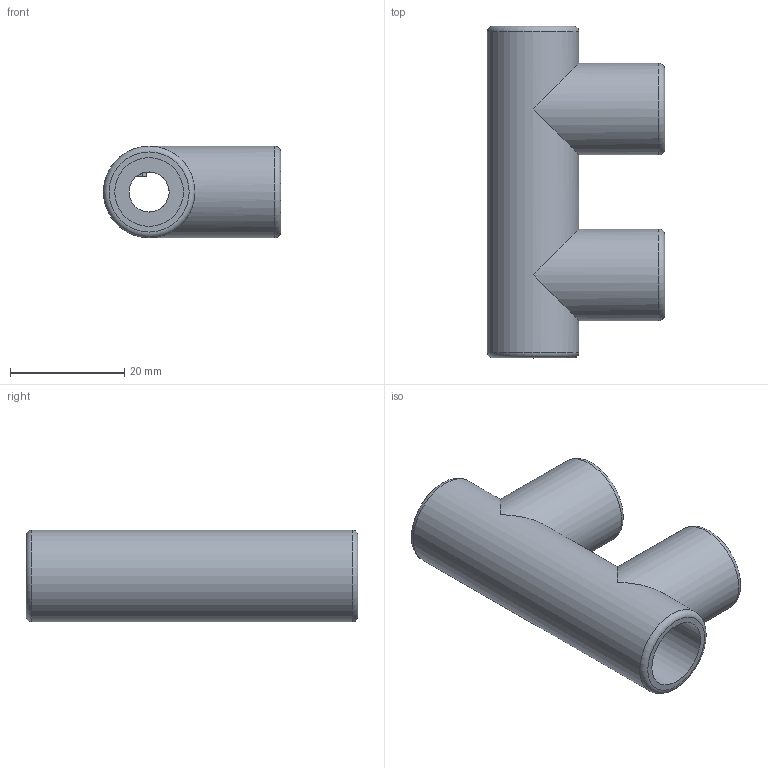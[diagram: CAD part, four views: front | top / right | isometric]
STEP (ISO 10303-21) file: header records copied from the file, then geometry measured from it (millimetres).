
FILE_DESCRIPTION(/* description */ ('STEP AP242','CAx-IF Rec.Pracs.---Representation and Presentation of Product Manufacturing Information (PMI)---4.0---2014-10-13','CAx-IF Rec.Pracs.---3D Tessellated Geometry---0.4---2014-09-14','2;1'),/* implementation_level */ '2;1');
FILE_NAME(/* name */ '686b4c9da3d0bf51f3fdcf9f',/* time_stamp */ '2025-07-07T04:27:10Z',/* author */ (''),/* organization */ (''),/* preprocessor_version */ 'ST-DEVELOPER v20',/* originating_system */ 'ONSHAPE BY PTC INC, 1.200',/* authorisation */ ' ');
FILE_SCHEMA (('AP242_MANAGED_MODEL_BASED_3D_ENGINEERING_MIM_LF { 1 0 10303 442 1 1 4 }'));
Length unit declared in the file: metre
Products named in the file (1): Linear bearing holder
Bounding box: 31 x 58 x 16 mm (x, y, z)
Volume: 12296.2 mm3; surface area: 7256.5 mm2
Topology: 1 solids, 1 shells, 26 faces, 62 edges, 41 vertices
Faces by surface type: plane 14, cylinder 8, torus 4
Full cylindrical faces by diameter (mm): 6 x2, 7 x1, 12 x2, 16 x3
Entity records: 656 total; most frequent: DIRECTION 120, CARTESIAN_POINT 102, ORIENTED_EDGE 82, AXIS2_PLACEMENT_3D 52, EDGE_LOOP 45, FACE_BOUND 45, EDGE_CURVE 41, VERTEX_POINT 34
